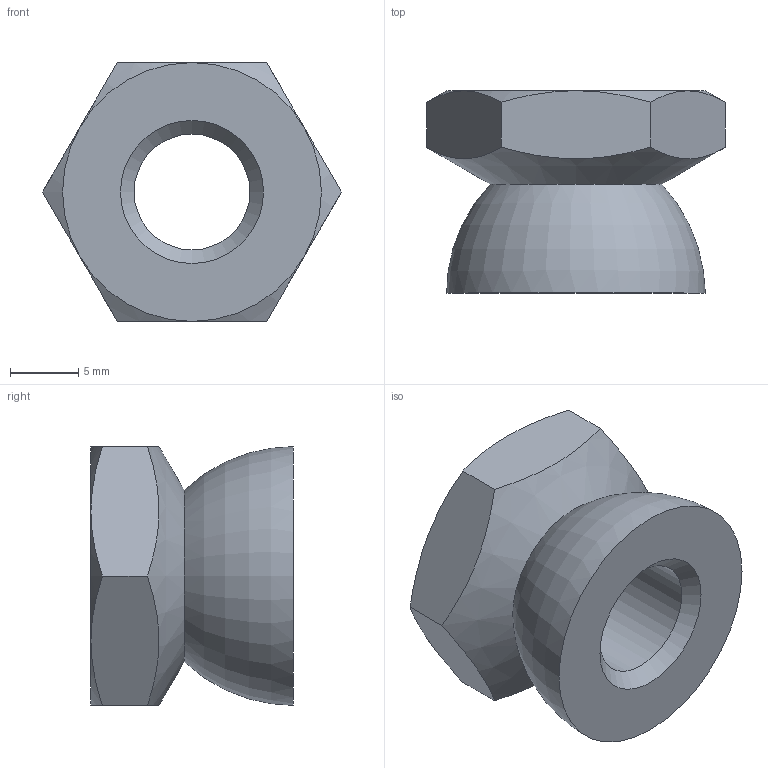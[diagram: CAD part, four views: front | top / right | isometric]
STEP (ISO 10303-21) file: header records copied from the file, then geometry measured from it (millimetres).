
FILE_DESCRIPTION (( 'STEP AP203' ), '1' );
FILE_NAME ('58324-240-10.step', '2021-09-30T09:05:39', ( '' ), ( '' ), 'SwSTEP 2.0', 'SolidWorks 2018', '' );
FILE_SCHEMA (( 'CONFIG_CONTROL_DESIGN' ));
Length unit declared in the file: millimetre
Products named in the file (2): 58324-240-10
Bounding box: 21.94 x 14.85 x 19 mm (x, y, z)
Volume: 2174.4 mm3; surface area: 1967.5 mm2
Topology: 1 solids, 1 shells, 324 faces, 865 edges, 574 vertices
Faces by surface type: plane 146, bspline 137, cylinder 32, cone 8, torus 1
Full cylindrical faces by diameter (mm): 8.5 x1, 16 x1
Entity records: 15587 total; most frequent: CARTESIAN_POINT 8281, ORIENTED_EDGE 1718, DIRECTION 1062, EDGE_CURVE 859, VERTEX_POINT 573, VECTOR 402, LINE 402, EDGE_LOOP 362
